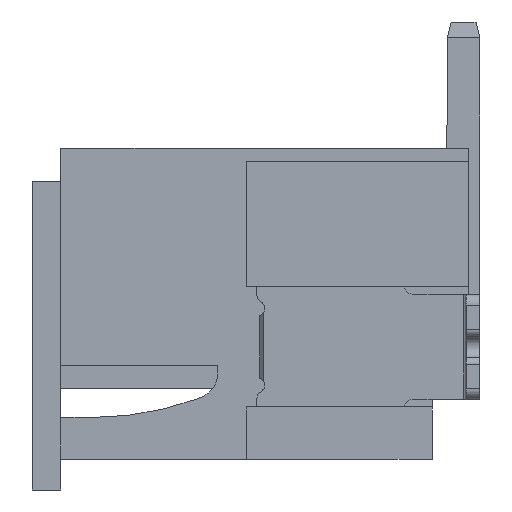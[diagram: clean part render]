
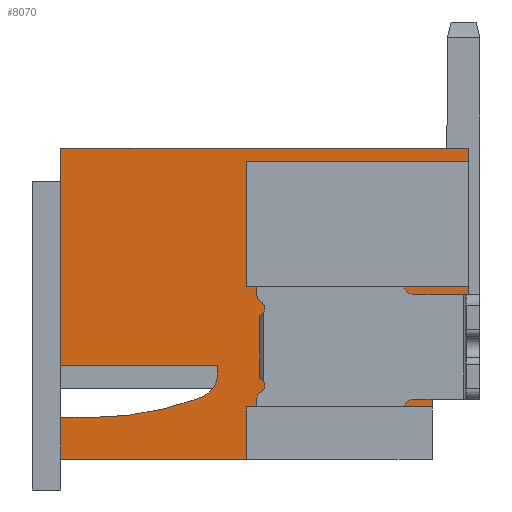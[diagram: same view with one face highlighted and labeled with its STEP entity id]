
A CAD part, left-side view. The second image highlights one B-rep face of the part: STEP entity #8070.
In plain terms, the highlighted planar face has unit normal (-1, 0, 0).
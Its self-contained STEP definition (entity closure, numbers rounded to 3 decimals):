
#1=DIRECTION('',(0.,0.841,-0.541));
#2=VECTOR('',#1,0.832);
#3=CARTESIAN_POINT('',(-21.25,-7.8,2.1));
#4=LINE('',#3,#2);
#5=DIRECTION('',(0.,0.707,-0.707));
#6=VECTOR('',#5,0.212);
#7=CARTESIAN_POINT('',(-21.25,-3.7,0.45));
#8=LINE('',#7,#6);
#9=CARTESIAN_POINT('',(-21.25,-0.6,6.622));
#10=DIRECTION('',(-1.,0.,0.));
#11=DIRECTION('',(0.,0.,-1.));
#12=AXIS2_PLACEMENT_3D('',#9,#10,#11);
#14=DIRECTION('',(0.,-0.94,0.342));
#15=VECTOR('',#14,0.085);
#16=CARTESIAN_POINT('',(-21.25,-2.591,1.151));
#17=LINE('',#16,#15);
#18=CARTESIAN_POINT('',(-21.25,-2.5,1.65));
#19=DIRECTION('',(-1.,0.,0.));
#20=DIRECTION('',(0.,-0.342,-0.94));
#21=AXIS2_PLACEMENT_3D('',#18,#19,#20);
#23=DIRECTION('',(0.,-0.707,-0.707));
#24=VECTOR('',#23,0.212);
#25=CARTESIAN_POINT('',(-21.25,-3.55,4.));
#26=LINE('',#25,#24);
#31=DIRECTION('',(0.,0.,1.));
#32=VECTOR('',#31,1.2);
#33=CARTESIAN_POINT('',(-21.25,-7.8,2.1));
#34=LINE('',#33,#32);
#35=DIRECTION('',(0.,0.,1.));
#36=VECTOR('',#35,0.25);
#37=CARTESIAN_POINT('',(-21.25,-7.8,5.7));
#38=LINE('',#37,#36);
#55=DIRECTION('',(0.,1.,0.));
#56=VECTOR('',#55,1.25);
#57=CARTESIAN_POINT('',(-21.25,-7.8,3.3));
#58=LINE('',#57,#56);
#227=DIRECTION('',(0.,0.,1.));
#228=VECTOR('',#227,0.55);
#229=CARTESIAN_POINT('',(-21.25,-6.55,3.3));
#230=LINE('',#229,#228);
#251=DIRECTION('',(0.,1.,0.));
#252=VECTOR('',#251,2.85);
#253=CARTESIAN_POINT('',(-21.25,-6.55,3.85));
#254=LINE('',#253,#252);
#283=DIRECTION('',(0.,0.,1.));
#284=VECTOR('',#283,1.7);
#285=CARTESIAN_POINT('',(-21.25,-3.55,4.));
#286=LINE('',#285,#284);
#315=DIRECTION('',(0.,-1.,0.));
#316=VECTOR('',#315,4.25);
#317=CARTESIAN_POINT('',(-21.25,-3.55,5.7));
#318=LINE('',#317,#316);
#373=DIRECTION('',(0.,-1.,0.));
#374=VECTOR('',#373,2.85);
#375=CARTESIAN_POINT('',(-21.25,-3.7,0.45));
#376=LINE('',#375,#374);
#417=DIRECTION('',(0.,-1.,0.));
#418=VECTOR('',#417,0.55);
#419=CARTESIAN_POINT('',(-21.25,-6.55,1.));
#420=LINE('',#419,#418);
#647=DIRECTION('',(0.,0.,1.));
#648=VECTOR('',#647,0.55);
#649=CARTESIAN_POINT('',(-21.25,-6.55,0.45));
#650=LINE('',#649,#648);
#695=DIRECTION('',(0.,0.,1.));
#696=VECTOR('',#695,0.65);
#697=CARTESIAN_POINT('',(-21.25,-7.1,1.));
#698=LINE('',#697,#696);
#1087=DIRECTION('',(0.,1.,0.));
#1088=VECTOR('',#1087,0.6);
#1089=CARTESIAN_POINT('',(-21.25,-0.6,0.8));
#1090=LINE('',#1089,#1088);
#3572=DIRECTION('',(0.,0.,-1.));
#3573=VECTOR('',#3572,4.15);
#3574=CARTESIAN_POINT('',(-21.25,0.,5.95));
#3575=LINE('',#3574,#3573);
#3672=DIRECTION('',(0.,-1.,0.));
#3673=VECTOR('',#3672,3.55);
#3674=CARTESIAN_POINT('',(-21.25,0.,0.));
#3675=LINE('',#3674,#3673);
#3796=DIRECTION('',(0.,0.,-1.));
#3797=VECTOR('',#3796,0.8);
#3798=CARTESIAN_POINT('',(-21.25,0.,0.8));
#3799=LINE('',#3798,#3797);
#3808=DIRECTION('',(0.,0.,1.));
#3809=VECTOR('',#3808,0.3);
#3810=CARTESIAN_POINT('',(-21.25,-3.55,0.));
#3811=LINE('',#3810,#3809);
#4642=DIRECTION('',(0.,-1.,0.));
#4643=VECTOR('',#4642,3.);
#4644=CARTESIAN_POINT('',(-21.25,0.,1.8));
#4645=LINE('',#4644,#4643);
#4646=DIRECTION('',(0.,0.,-1.));
#4647=VECTOR('',#4646,0.15);
#4648=CARTESIAN_POINT('',(-21.25,-3.,1.8));
#4649=LINE('',#4648,#4647);
#5408=DIRECTION('',(0.,1.,0.));
#5409=VECTOR('',#5408,7.8);
#5410=CARTESIAN_POINT('',(-21.25,-7.8,5.95));
#5411=LINE('',#5410,#5409);
#6127=CARTESIAN_POINT('',(-21.25,-7.8,2.1));
#6128=CARTESIAN_POINT('',(-21.25,-7.1,1.65));
#6129=VERTEX_POINT('',#6127);
#6130=VERTEX_POINT('',#6128);
#6131=CARTESIAN_POINT('',(-21.25,-7.1,1.));
#6132=VERTEX_POINT('',#6131);
#6133=CARTESIAN_POINT('',(-21.25,-6.55,1.));
#6134=VERTEX_POINT('',#6133);
#6135=CARTESIAN_POINT('',(-21.25,-3.7,0.45));
#6136=CARTESIAN_POINT('',(-21.25,-6.55,0.45));
#6137=VERTEX_POINT('',#6135);
#6138=VERTEX_POINT('',#6136);
#6139=CARTESIAN_POINT('',(-21.25,-3.55,0.));
#6140=CARTESIAN_POINT('',(-21.25,-3.55,0.3));
#6141=VERTEX_POINT('',#6139);
#6142=VERTEX_POINT('',#6140);
#6143=CARTESIAN_POINT('',(-21.25,0.,0.));
#6144=VERTEX_POINT('',#6143);
#6145=CARTESIAN_POINT('',(-21.25,0.,0.8));
#6146=VERTEX_POINT('',#6145);
#6147=CARTESIAN_POINT('',(-21.25,-0.6,0.8));
#6148=VERTEX_POINT('',#6147);
#6149=CARTESIAN_POINT('',(-21.25,-2.591,1.151));
#6150=VERTEX_POINT('',#6149);
#6151=CARTESIAN_POINT('',(-21.25,-2.671,1.18));
#6152=VERTEX_POINT('',#6151);
#6153=CARTESIAN_POINT('',(-21.25,-3.,1.65));
#6154=VERTEX_POINT('',#6153);
#6155=CARTESIAN_POINT('',(-21.25,-3.,1.8));
#6156=VERTEX_POINT('',#6155);
#6157=CARTESIAN_POINT('',(-21.25,0.,1.8));
#6158=VERTEX_POINT('',#6157);
#6159=CARTESIAN_POINT('',(-21.25,0.,5.95));
#6160=VERTEX_POINT('',#6159);
#6161=CARTESIAN_POINT('',(-21.25,-7.8,5.95));
#6162=VERTEX_POINT('',#6161);
#6163=CARTESIAN_POINT('',(-21.25,-3.55,5.7));
#6164=CARTESIAN_POINT('',(-21.25,-7.8,5.7));
#6165=VERTEX_POINT('',#6163);
#6166=VERTEX_POINT('',#6164);
#6167=CARTESIAN_POINT('',(-21.25,-3.55,4.));
#6168=VERTEX_POINT('',#6167);
#6169=CARTESIAN_POINT('',(-21.25,-7.8,3.3));
#6170=VERTEX_POINT('',#6169);
#6995=CARTESIAN_POINT('',(-21.25,-6.55,3.3));
#6996=VERTEX_POINT('',#6995);
#7011=CARTESIAN_POINT('',(-21.25,-6.55,3.85));
#7012=VERTEX_POINT('',#7011);
#7017=CARTESIAN_POINT('',(-21.25,-3.7,3.85));
#7018=VERTEX_POINT('',#7017);
#8013=CARTESIAN_POINT('',(-21.25,-3.9,2.975));
#8014=DIRECTION('',(1.,0.,0.));
#8015=DIRECTION('',(0.,0.,1.));
#8016=AXIS2_PLACEMENT_3D('',#8013,#8014,#8015);
#8017=PLANE('',#8016);
#8019=ORIENTED_EDGE('',*,*,#8018,.T.);
#8021=ORIENTED_EDGE('',*,*,#8020,.F.);
#8023=ORIENTED_EDGE('',*,*,#8022,.F.);
#8025=ORIENTED_EDGE('',*,*,#8024,.F.);
#8027=ORIENTED_EDGE('',*,*,#8026,.F.);
#8029=ORIENTED_EDGE('',*,*,#8028,.T.);
#8031=ORIENTED_EDGE('',*,*,#8030,.F.);
#8033=ORIENTED_EDGE('',*,*,#8032,.F.);
#8035=ORIENTED_EDGE('',*,*,#8034,.F.);
#8037=ORIENTED_EDGE('',*,*,#8036,.F.);
#8039=ORIENTED_EDGE('',*,*,#8038,.T.);
#8041=ORIENTED_EDGE('',*,*,#8040,.T.);
#8043=ORIENTED_EDGE('',*,*,#8042,.T.);
#8045=ORIENTED_EDGE('',*,*,#8044,.F.);
#8047=ORIENTED_EDGE('',*,*,#8046,.F.);
#8049=ORIENTED_EDGE('',*,*,#8048,.F.);
#8051=ORIENTED_EDGE('',*,*,#8050,.F.);
#8053=ORIENTED_EDGE('',*,*,#8052,.F.);
#8055=ORIENTED_EDGE('',*,*,#8054,.F.);
#8057=ORIENTED_EDGE('',*,*,#8056,.F.);
#8059=ORIENTED_EDGE('',*,*,#8058,.T.);
#8061=ORIENTED_EDGE('',*,*,#8060,.F.);
#8063=ORIENTED_EDGE('',*,*,#8062,.F.);
#8065=ORIENTED_EDGE('',*,*,#8064,.F.);
#8067=ORIENTED_EDGE('',*,*,#8066,.F.);
#8068=EDGE_LOOP('',(#8019,#8021,#8023,#8025,#8027,#8029,#8031,#8033,#8035,#8037,
#8039,#8041,#8043,#8045,#8047,#8049,#8051,#8053,#8055,#8057,#8059,#8061,#8063,
#8065,#8067));
#8069=FACE_OUTER_BOUND('',#8068,.F.);
#13=CIRCLE('',#12,5.822);
#22=CIRCLE('',#21,0.5);
#8018=EDGE_CURVE('',#6129,#6130,#4,.T.);
#8020=EDGE_CURVE('',#6132,#6130,#698,.T.);
#8022=EDGE_CURVE('',#6134,#6132,#420,.T.);
#8024=EDGE_CURVE('',#6138,#6134,#650,.T.);
#8026=EDGE_CURVE('',#6137,#6138,#376,.T.);
#8028=EDGE_CURVE('',#6137,#6142,#8,.T.);
#8030=EDGE_CURVE('',#6141,#6142,#3811,.T.);
#8032=EDGE_CURVE('',#6144,#6141,#3675,.T.);
#8034=EDGE_CURVE('',#6146,#6144,#3799,.T.);
#8036=EDGE_CURVE('',#6148,#6146,#1090,.T.);
#8038=EDGE_CURVE('',#6148,#6150,#13,.T.);
#8040=EDGE_CURVE('',#6150,#6152,#17,.T.);
#8042=EDGE_CURVE('',#6152,#6154,#22,.T.);
#8044=EDGE_CURVE('',#6156,#6154,#4649,.T.);
#8046=EDGE_CURVE('',#6158,#6156,#4645,.T.);
#8048=EDGE_CURVE('',#6160,#6158,#3575,.T.);
#8050=EDGE_CURVE('',#6162,#6160,#5411,.T.);
#8052=EDGE_CURVE('',#6166,#6162,#38,.T.);
#8054=EDGE_CURVE('',#6165,#6166,#318,.T.);
#8056=EDGE_CURVE('',#6168,#6165,#286,.T.);
#8058=EDGE_CURVE('',#6168,#7018,#26,.T.);
#8060=EDGE_CURVE('',#7012,#7018,#254,.T.);
#8062=EDGE_CURVE('',#6996,#7012,#230,.T.);
#8064=EDGE_CURVE('',#6170,#6996,#58,.T.);
#8066=EDGE_CURVE('',#6129,#6170,#34,.T.);
#8070=ADVANCED_FACE('',(#8069),#8017,.F.);
